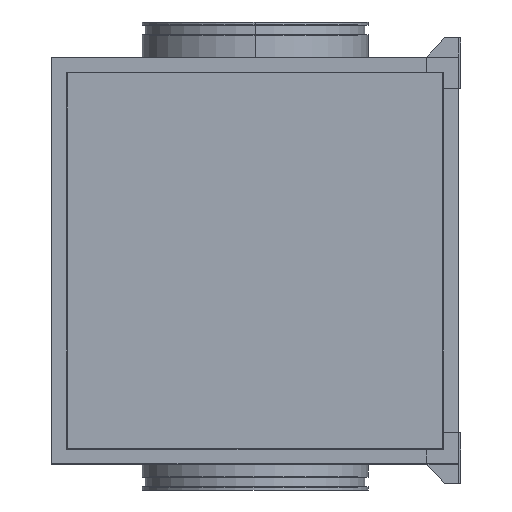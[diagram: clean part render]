
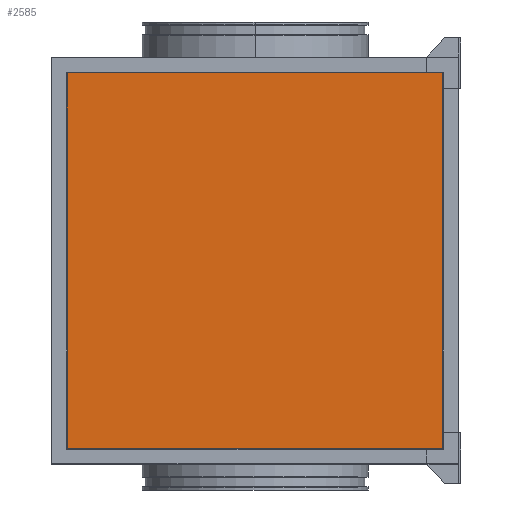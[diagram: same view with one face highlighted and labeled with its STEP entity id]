
A CAD part, left-side view. The second image highlights one B-rep face of the part: STEP entity #2585.
In plain terms, the highlighted planar face has unit normal (-1, 0, 0).
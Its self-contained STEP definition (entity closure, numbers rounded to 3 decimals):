
#1736 = VERTEX_POINT ( 'NONE', #3869 ) ;
#2544 = EDGE_CURVE ( 'NONE', #2562, #2555, #5339, .T. ) ;
#2549 = VERTEX_POINT ( 'NONE', #5387 ) ;
#2554 = EDGE_CURVE ( 'NONE', #2555, #1736, #5381, .T. ) ;
#2555 = VERTEX_POINT ( 'NONE', #5377 ) ;
#2562 = VERTEX_POINT ( 'NONE', #5362 ) ;
#2585 = ADVANCED_FACE ( 'NONE', ( #5404 ), #5403, .T. ) ;
#2586 = EDGE_LOOP ( 'NONE', ( #2587, #2588, #2589, #2590 ) ) ;
#2587 = ORIENTED_EDGE ( 'NONE', *, *, #2554, .T. ) ;
#2588 = ORIENTED_EDGE ( 'NONE', *, *, #2608, .T. ) ;
#2589 = ORIENTED_EDGE ( 'NONE', *, *, #2598, .T. ) ;
#2590 = ORIENTED_EDGE ( 'NONE', *, *, #2544, .T. ) ;
#2598 = EDGE_CURVE ( 'NONE', #2549, #2562, #5450, .T. ) ;
#2608 = EDGE_CURVE ( 'NONE', #1736, #2549, #5431, .T. ) ;
#3869 = CARTESIAN_POINT ( 'NONE',  ( -317., 295., -295. ) ) ;
#5336 = DIRECTION ( 'NONE',  ( 0., 1., 0. ) ) ;
#5337 = VECTOR ( 'NONE', #5336, 1000. ) ;
#5338 = CARTESIAN_POINT ( 'NONE',  ( -317., -295., 295. ) ) ;
#5339 = LINE ( 'NONE', #5338, #5337 ) ;
#5362 = CARTESIAN_POINT ( 'NONE',  ( -317., -295., 295. ) ) ;
#5377 = CARTESIAN_POINT ( 'NONE',  ( -317., 295., 295. ) ) ;
#5378 = DIRECTION ( 'NONE',  ( 0., 0., -1. ) ) ;
#5379 = VECTOR ( 'NONE', #5378, 1000. ) ;
#5380 = CARTESIAN_POINT ( 'NONE',  ( -317., 295., 295. ) ) ;
#5381 = LINE ( 'NONE', #5380, #5379 ) ;
#5387 = CARTESIAN_POINT ( 'NONE',  ( -317., -295., -295. ) ) ;
#5398 = DIRECTION ( 'NONE',  ( 0., -1., 0. ) ) ;
#5399 = DIRECTION ( 'NONE',  ( -1., 0., 0. ) ) ;
#5400 = CARTESIAN_POINT ( 'NONE',  ( -317., 295., -295. ) ) ;
#5402 = AXIS2_PLACEMENT_3D ( 'NONE', #5400, #5399, #5398 ) ;
#5403 = PLANE ( 'NONE',  #5402 ) ;
#5404 = FACE_OUTER_BOUND ( 'NONE', #2586, .T. ) ;
#5428 = DIRECTION ( 'NONE',  ( 0., -1., 0. ) ) ;
#5429 = VECTOR ( 'NONE', #5428, 1000. ) ;
#5430 = CARTESIAN_POINT ( 'NONE',  ( -317., 295., -295. ) ) ;
#5431 = LINE ( 'NONE', #5430, #5429 ) ;
#5447 = DIRECTION ( 'NONE',  ( 0., 0., 1. ) ) ;
#5448 = VECTOR ( 'NONE', #5447, 1000. ) ;
#5449 = CARTESIAN_POINT ( 'NONE',  ( -317., -295., -295. ) ) ;
#5450 = LINE ( 'NONE', #5449, #5448 ) ;
